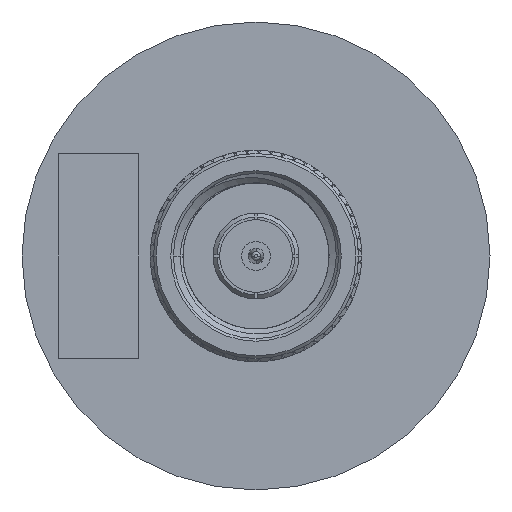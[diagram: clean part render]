
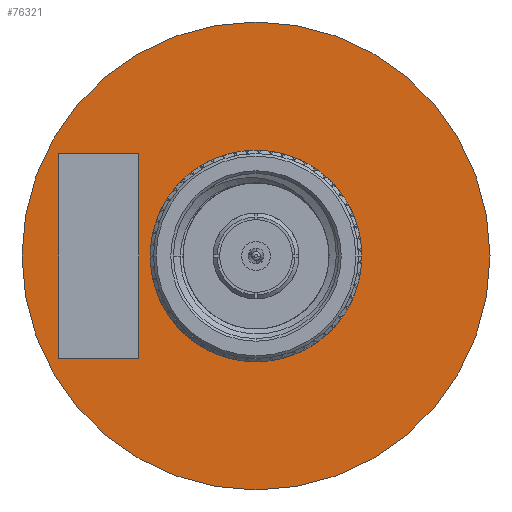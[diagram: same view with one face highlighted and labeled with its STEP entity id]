
A CAD part, left-side view. The second image highlights one B-rep face of the part: STEP entity #76321.
In plain terms, the highlighted planar face has unit normal (-1, 0, 0).
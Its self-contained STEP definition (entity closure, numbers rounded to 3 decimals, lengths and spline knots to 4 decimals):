
#1224 = EDGE_CURVE ( 'NONE', #59084, #30812, #16594, .T. ) ;
#1900 = CARTESIAN_POINT ( 'NONE',  ( -1.4567, 0.444, -0.3865 ) ) ;
#2012 = CIRCLE ( 'NONE', #12555, 0.3937 ) ;
#2807 = ORIENTED_EDGE ( 'NONE', *, *, #61112, .T. ) ;
#4079 = DIRECTION ( 'NONE',  ( 0., 1., 0. ) ) ;
#4720 = DIRECTION ( 'NONE',  ( 0., 0., -1. ) ) ;
#8807 = VECTOR ( 'NONE', #4720, 39.3701 ) ;
#11184 = DIRECTION ( 'NONE',  ( 1., 0., 0. ) ) ;
#11843 = DIRECTION ( 'NONE',  ( 1., 0., 0. ) ) ;
#12555 = AXIS2_PLACEMENT_3D ( 'NONE', #34522, #55714, #91900 ) ;
#13230 = DIRECTION ( 'NONE',  ( 0., 1., 0. ) ) ;
#15782 = VERTEX_POINT ( 'NONE', #50737 ) ;
#16594 = LINE ( 'NONE', #66825, #34137 ) ;
#19058 = PLANE ( 'NONE',  #54229 ) ;
#19771 = EDGE_CURVE ( 'NONE', #30812, #24849, #69071, .T. ) ;
#20054 = CARTESIAN_POINT ( 'NONE',  ( -1.4567, 0.7473, 0.3865 ) ) ;
#24849 = VERTEX_POINT ( 'NONE', #78232 ) ;
#25616 = FACE_OUTER_BOUND ( 'NONE', #92103, .T. ) ;
#29197 = ORIENTED_EDGE ( 'NONE', *, *, #82423, .F. ) ;
#29897 = ORIENTED_EDGE ( 'NONE', *, *, #61841, .F. ) ;
#30712 = CARTESIAN_POINT ( 'NONE',  ( -1.4567, 0.7473, -0.3865 ) ) ;
#30812 = VERTEX_POINT ( 'NONE', #20054 ) ;
#31856 = EDGE_CURVE ( 'NONE', #15782, #43846, #73627, .T. ) ;
#34137 = VECTOR ( 'NONE', #51828, 39.3701 ) ;
#34522 = CARTESIAN_POINT ( 'NONE',  ( -1.4567, 0., 0. ) ) ;
#34874 = DIRECTION ( 'NONE',  ( 0., 1., 0. ) ) ;
#35546 = VERTEX_POINT ( 'NONE', #41074 ) ;
#36792 = ORIENTED_EDGE ( 'NONE', *, *, #1224, .F. ) ;
#38271 = VERTEX_POINT ( 'NONE', #52484 ) ;
#39026 = CARTESIAN_POINT ( 'NONE',  ( -1.4567, 0.444, 0.3865 ) ) ;
#39704 = CARTESIAN_POINT ( 'NONE',  ( -1.4567, 0., 0. ) ) ;
#41074 = CARTESIAN_POINT ( 'NONE',  ( -1.4567, 0.3937, 0. ) ) ;
#41286 = ORIENTED_EDGE ( 'NONE', *, *, #19771, .F. ) ;
#42091 = AXIS2_PLACEMENT_3D ( 'NONE', #82584, #11184, #4079 ) ;
#43846 = VERTEX_POINT ( 'NONE', #70537 ) ;
#44934 = VECTOR ( 'NONE', #72810, 39.3701 ) ;
#46760 = DIRECTION ( 'NONE',  ( 1., 0., 0. ) ) ;
#47219 = FACE_BOUND ( 'NONE', #65650, .T. ) ;
#47265 = CARTESIAN_POINT ( 'NONE',  ( -1.4567, -0.3937, 0. ) ) ;
#50737 = CARTESIAN_POINT ( 'NONE',  ( -1.4567, 0.8858, 0. ) ) ;
#51828 = DIRECTION ( 'NONE',  ( 0., 1., 0. ) ) ;
#52484 = CARTESIAN_POINT ( 'NONE',  ( -1.4567, 0.444, -0.3865 ) ) ;
#54229 = AXIS2_PLACEMENT_3D ( 'NONE', #39704, #46760, #74494 ) ;
#54838 = ORIENTED_EDGE ( 'NONE', *, *, #75722, .F. ) ;
#55134 = DIRECTION ( 'NONE',  ( 1., 0., 0. ) ) ;
#55714 = DIRECTION ( 'NONE',  ( 1., 0., 0. ) ) ;
#59084 = VERTEX_POINT ( 'NONE', #39026 ) ;
#60265 = VECTOR ( 'NONE', #73797, 39.3701 ) ;
#61112 = EDGE_CURVE ( 'NONE', #35546, #92016, #2012, .T. ) ;
#61340 = FACE_BOUND ( 'NONE', #69008, .T. ) ;
#61841 = EDGE_CURVE ( 'NONE', #43846, #15782, #89044, .T. ) ;
#65650 = EDGE_LOOP ( 'NONE', ( #36792, #54838, #29197, #41286 ) ) ;
#66825 = CARTESIAN_POINT ( 'NONE',  ( -1.4567, 0.444, 0.3865 ) ) ;
#67088 = ORIENTED_EDGE ( 'NONE', *, *, #87905, .T. ) ;
#68623 = CIRCLE ( 'NONE', #80625, 0.3937 ) ;
#69008 = EDGE_LOOP ( 'NONE', ( #2807, #67088 ) ) ;
#69071 = LINE ( 'NONE', #30712, #8807 ) ;
#70537 = CARTESIAN_POINT ( 'NONE',  ( -1.4567, -0.8858, 0. ) ) ;
#71879 = CARTESIAN_POINT ( 'NONE',  ( -1.4567, 0.444, -0.3865 ) ) ;
#72810 = DIRECTION ( 'NONE',  ( 0., -1., 0. ) ) ;
#73627 = CIRCLE ( 'NONE', #42091, 0.8858 ) ;
#73797 = DIRECTION ( 'NONE',  ( 0., 0., 1. ) ) ;
#74260 = LINE ( 'NONE', #1900, #60265 ) ;
#74494 = DIRECTION ( 'NONE',  ( 0., 1., 0. ) ) ;
#75722 = EDGE_CURVE ( 'NONE', #38271, #59084, #74260, .T. ) ;
#76321 = ADVANCED_FACE ( 'NONE', ( #25616, #61340, #47219 ), #19058, .F. ) ;
#77192 = CARTESIAN_POINT ( 'NONE',  ( -1.4567, 0., 0. ) ) ;
#77555 = CARTESIAN_POINT ( 'NONE',  ( -1.4567, 0., 0. ) ) ;
#78232 = CARTESIAN_POINT ( 'NONE',  ( -1.4567, 0.7473, -0.3865 ) ) ;
#78442 = LINE ( 'NONE', #71879, #44934 ) ;
#80625 = AXIS2_PLACEMENT_3D ( 'NONE', #77192, #55134, #34874 ) ;
#82423 = EDGE_CURVE ( 'NONE', #24849, #38271, #78442, .T. ) ;
#82429 = ORIENTED_EDGE ( 'NONE', *, *, #31856, .F. ) ;
#82584 = CARTESIAN_POINT ( 'NONE',  ( -1.4567, 0., 0. ) ) ;
#87584 = AXIS2_PLACEMENT_3D ( 'NONE', #77555, #11843, #13230 ) ;
#87905 = EDGE_CURVE ( 'NONE', #92016, #35546, #68623, .T. ) ;
#89044 = CIRCLE ( 'NONE', #87584, 0.8858 ) ;
#91900 = DIRECTION ( 'NONE',  ( 0., 1., 0. ) ) ;
#92016 = VERTEX_POINT ( 'NONE', #47265 ) ;
#92103 = EDGE_LOOP ( 'NONE', ( #82429, #29897 ) ) ;
